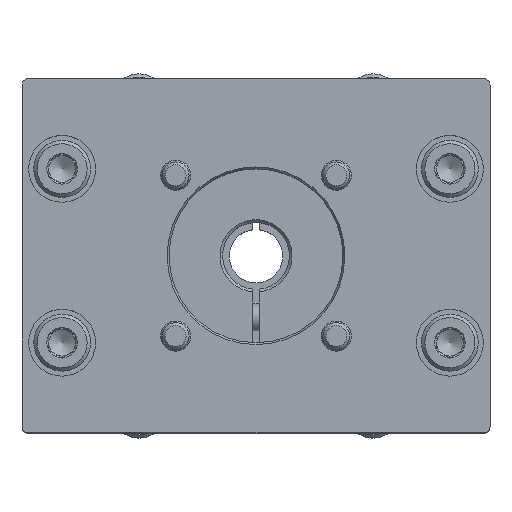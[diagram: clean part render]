
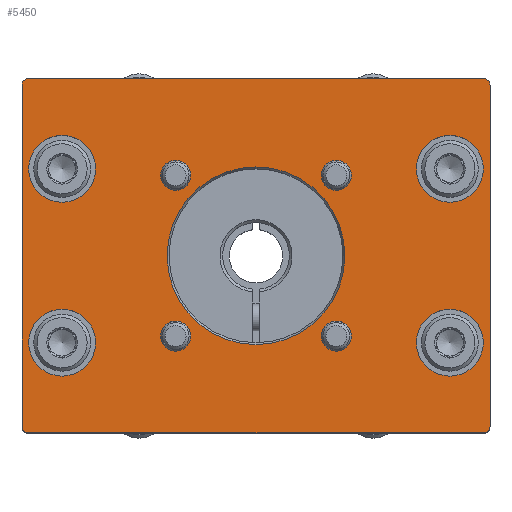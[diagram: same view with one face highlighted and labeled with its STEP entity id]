
A CAD part, top view. The second image highlights one B-rep face of the part: STEP entity #5450.
In plain terms, the highlighted planar face has unit normal (0, 0, 1).
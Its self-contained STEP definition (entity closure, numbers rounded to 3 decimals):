
#415=LINE('',#8767,#751);
#420=LINE('',#8781,#756);
#424=LINE('',#8793,#760);
#428=LINE('',#8805,#764);
#751=VECTOR('',#6939,1000.);
#756=VECTOR('',#6952,1000.);
#760=VECTOR('',#6964,1000.);
#764=VECTOR('',#6976,1000.);
#1375=ORIENTED_EDGE('',*,*,#2721,.T.);
#1376=ORIENTED_EDGE('',*,*,#2722,.T.);
#1377=ORIENTED_EDGE('',*,*,#2723,.T.);
#1378=ORIENTED_EDGE('',*,*,#2724,.T.);
#1379=ORIENTED_EDGE('',*,*,#2725,.T.);
#1380=ORIENTED_EDGE('',*,*,#2726,.T.);
#1381=ORIENTED_EDGE('',*,*,#2727,.T.);
#1382=ORIENTED_EDGE('',*,*,#2728,.T.);
#1383=ORIENTED_EDGE('',*,*,#2729,.T.);
#1384=ORIENTED_EDGE('',*,*,#2699,.T.);
#1385=ORIENTED_EDGE('',*,*,#2703,.T.);
#1386=ORIENTED_EDGE('',*,*,#2706,.T.);
#1387=ORIENTED_EDGE('',*,*,#2709,.T.);
#1388=ORIENTED_EDGE('',*,*,#2712,.T.);
#1389=ORIENTED_EDGE('',*,*,#2715,.T.);
#1390=ORIENTED_EDGE('',*,*,#2718,.T.);
#1391=ORIENTED_EDGE('',*,*,#2720,.T.);
#2699=EDGE_CURVE('',#3417,#3416,#415,.T.);
#2703=EDGE_CURVE('',#3416,#3419,#3913,.T.);
#2706=EDGE_CURVE('',#3419,#3421,#420,.T.);
#2709=EDGE_CURVE('',#3421,#3423,#3915,.T.);
#2712=EDGE_CURVE('',#3423,#3425,#424,.T.);
#2715=EDGE_CURVE('',#3425,#3427,#3917,.T.);
#2718=EDGE_CURVE('',#3427,#3429,#428,.T.);
#2720=EDGE_CURVE('',#3429,#3417,#3919,.T.);
#2721=EDGE_CURVE('',#3430,#3430,#3920,.T.);
#2722=EDGE_CURVE('',#3431,#3431,#3921,.T.);
#2723=EDGE_CURVE('',#3432,#3432,#3922,.T.);
#2724=EDGE_CURVE('',#3433,#3433,#3923,.T.);
#2725=EDGE_CURVE('',#3434,#3434,#3924,.T.);
#2726=EDGE_CURVE('',#3435,#3435,#3925,.T.);
#2727=EDGE_CURVE('',#3436,#3436,#3926,.T.);
#2728=EDGE_CURVE('',#3437,#3437,#3927,.T.);
#2729=EDGE_CURVE('',#3438,#3438,#3928,.T.);
#3416=VERTEX_POINT('',#8766);
#3417=VERTEX_POINT('',#8768);
#3419=VERTEX_POINT('',#8774);
#3421=VERTEX_POINT('',#8780);
#3423=VERTEX_POINT('',#8786);
#3425=VERTEX_POINT('',#8792);
#3427=VERTEX_POINT('',#8798);
#3429=VERTEX_POINT('',#8804);
#3430=VERTEX_POINT('',#8811);
#3431=VERTEX_POINT('',#8813);
#3432=VERTEX_POINT('',#8815);
#3433=VERTEX_POINT('',#8817);
#3434=VERTEX_POINT('',#8819);
#3435=VERTEX_POINT('',#8821);
#3436=VERTEX_POINT('',#8823);
#3437=VERTEX_POINT('',#8825);
#3438=VERTEX_POINT('',#8827);
#3913=CIRCLE('',#5940,1.);
#3915=CIRCLE('',#5944,1.);
#3917=CIRCLE('',#5948,1.);
#3919=CIRCLE('',#5952,1.);
#3920=CIRCLE('',#5954,5.);
#3921=CIRCLE('',#5955,5.);
#3922=CIRCLE('',#5956,5.);
#3923=CIRCLE('',#5957,5.);
#3924=CIRCLE('',#5958,2.25);
#3925=CIRCLE('',#5959,2.25);
#3926=CIRCLE('',#5960,2.25);
#3927=CIRCLE('',#5961,2.25);
#3928=CIRCLE('',#5962,13.289);
#4359=EDGE_LOOP('',(#1375));
#4360=EDGE_LOOP('',(#1376));
#4361=EDGE_LOOP('',(#1377));
#4362=EDGE_LOOP('',(#1378));
#4363=EDGE_LOOP('',(#1379));
#4364=EDGE_LOOP('',(#1380));
#4365=EDGE_LOOP('',(#1381));
#4366=EDGE_LOOP('',(#1382));
#4367=EDGE_LOOP('',(#1383));
#4368=EDGE_LOOP('',(#1384,#1385,#1386,#1387,#1388,#1389,#1390,#1391));
#4854=FACE_BOUND('',#4359,.T.);
#4855=FACE_BOUND('',#4360,.T.);
#4856=FACE_BOUND('',#4361,.T.);
#4857=FACE_BOUND('',#4362,.T.);
#4858=FACE_BOUND('',#4363,.T.);
#4859=FACE_BOUND('',#4364,.T.);
#4860=FACE_BOUND('',#4365,.T.);
#4861=FACE_BOUND('',#4366,.T.);
#4862=FACE_BOUND('',#4367,.T.);
#4863=FACE_BOUND('',#4368,.T.);
#5250=PLANE('',#5953);
#5450=ADVANCED_FACE('',(#4854,#4855,#4856,#4857,#4858,#4859,#4860,#4861,
#4862,#4863),#5250,.T.);
#5940=AXIS2_PLACEMENT_3D('',#8775,#6946,#6947);
#5944=AXIS2_PLACEMENT_3D('',#8787,#6958,#6959);
#5948=AXIS2_PLACEMENT_3D('',#8799,#6970,#6971);
#5952=AXIS2_PLACEMENT_3D('',#8808,#6981,#6982);
#5953=AXIS2_PLACEMENT_3D('',#8809,#6983,#6984);
#5954=AXIS2_PLACEMENT_3D('',#8810,#6985,#6986);
#5955=AXIS2_PLACEMENT_3D('',#8812,#6987,#6988);
#5956=AXIS2_PLACEMENT_3D('',#8814,#6989,#6990);
#5957=AXIS2_PLACEMENT_3D('',#8816,#6991,#6992);
#5958=AXIS2_PLACEMENT_3D('',#8818,#6993,#6994);
#5959=AXIS2_PLACEMENT_3D('',#8820,#6995,#6996);
#5960=AXIS2_PLACEMENT_3D('',#8822,#6997,#6998);
#5961=AXIS2_PLACEMENT_3D('',#8824,#6999,#7000);
#5962=AXIS2_PLACEMENT_3D('',#8826,#7001,#7002);
#6939=DIRECTION('',(0.,-1.,0.));
#6946=DIRECTION('',(0.,0.,1.));
#6947=DIRECTION('',(1.,0.,0.));
#6952=DIRECTION('',(1.,0.,0.));
#6958=DIRECTION('',(0.,0.,1.));
#6959=DIRECTION('',(1.,0.,0.));
#6964=DIRECTION('',(0.,1.,0.));
#6970=DIRECTION('',(0.,0.,1.));
#6971=DIRECTION('',(1.,0.,0.));
#6976=DIRECTION('',(-1.,0.,0.));
#6981=DIRECTION('',(0.,0.,1.));
#6982=DIRECTION('',(1.,0.,0.));
#6983=DIRECTION('',(0.,0.,1.));
#6984=DIRECTION('',(1.,0.,0.));
#6985=DIRECTION('',(0.,0.,-1.));
#6986=DIRECTION('',(-1.,0.,0.));
#6987=DIRECTION('',(0.,0.,-1.));
#6988=DIRECTION('',(-1.,0.,0.));
#6989=DIRECTION('',(0.,0.,-1.));
#6990=DIRECTION('',(-1.,0.,0.));
#6991=DIRECTION('',(0.,0.,-1.));
#6992=DIRECTION('',(-1.,0.,0.));
#6993=DIRECTION('',(0.,0.,-1.));
#6994=DIRECTION('',(-1.,0.,0.));
#6995=DIRECTION('',(0.,0.,-1.));
#6996=DIRECTION('',(-1.,0.,0.));
#6997=DIRECTION('',(0.,0.,-1.));
#6998=DIRECTION('',(-1.,0.,0.));
#6999=DIRECTION('',(0.,0.,-1.));
#7000=DIRECTION('',(-1.,0.,0.));
#7001=DIRECTION('',(0.,0.,-1.));
#7002=DIRECTION('',(-1.,0.,0.));
#8766=CARTESIAN_POINT('',(-35.,-25.5,17.));
#8767=CARTESIAN_POINT('',(-35.,25.5,17.));
#8768=CARTESIAN_POINT('',(-35.,25.5,17.));
#8774=CARTESIAN_POINT('',(-34.,-26.5,17.));
#8775=CARTESIAN_POINT('',(-34.,-25.5,17.));
#8780=CARTESIAN_POINT('',(34.,-26.5,17.));
#8781=CARTESIAN_POINT('',(-34.,-26.5,17.));
#8786=CARTESIAN_POINT('',(35.,-25.5,17.));
#8787=CARTESIAN_POINT('',(34.,-25.5,17.));
#8792=CARTESIAN_POINT('',(35.,25.5,17.));
#8793=CARTESIAN_POINT('',(35.,-25.5,17.));
#8798=CARTESIAN_POINT('',(34.,26.5,17.));
#8799=CARTESIAN_POINT('',(34.,25.5,17.));
#8804=CARTESIAN_POINT('',(-34.,26.5,17.));
#8805=CARTESIAN_POINT('',(34.,26.5,17.));
#8808=CARTESIAN_POINT('',(-34.,25.5,17.));
#8809=CARTESIAN_POINT('',(-34.,-25.5,17.));
#8810=CARTESIAN_POINT('',(-29.,13.,17.));
#8811=CARTESIAN_POINT('',(-34.,13.,17.));
#8812=CARTESIAN_POINT('',(29.,-13.,17.));
#8813=CARTESIAN_POINT('',(24.,-13.,17.));
#8814=CARTESIAN_POINT('',(-29.,-13.,17.));
#8815=CARTESIAN_POINT('',(-34.,-13.,17.));
#8816=CARTESIAN_POINT('',(29.,13.,17.));
#8817=CARTESIAN_POINT('',(24.,13.,17.));
#8818=CARTESIAN_POINT('',(-12.021,12.021,17.));
#8819=CARTESIAN_POINT('',(-14.271,12.021,17.));
#8820=CARTESIAN_POINT('',(-12.021,-12.021,17.));
#8821=CARTESIAN_POINT('',(-14.271,-12.021,17.));
#8822=CARTESIAN_POINT('',(12.021,-12.021,17.));
#8823=CARTESIAN_POINT('',(9.771,-12.021,17.));
#8824=CARTESIAN_POINT('',(12.021,12.021,17.));
#8825=CARTESIAN_POINT('',(9.771,12.021,17.));
#8826=CARTESIAN_POINT('',(0.,0.,17.));
#8827=CARTESIAN_POINT('',(-13.289,0.,17.));
